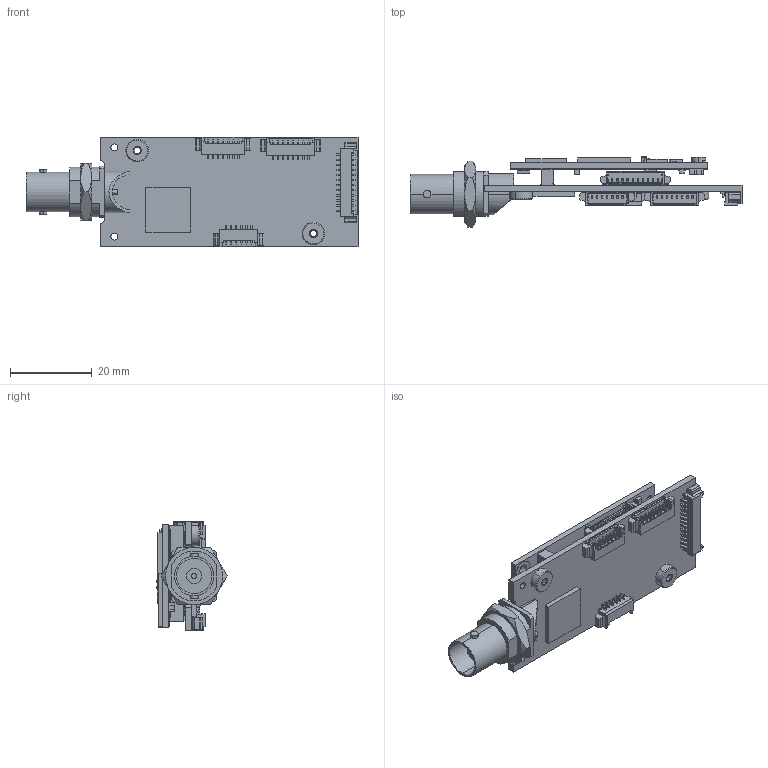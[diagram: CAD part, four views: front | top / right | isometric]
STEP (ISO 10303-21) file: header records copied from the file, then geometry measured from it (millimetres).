
FILE_DESCRIPTION (( 'STEP AP214' ), '1' );
FILE_NAME ('2467.STEP', '2021-04-12T16:40:59', ( '' ), ( '' ), 'SwSTEP 2.0', 'SolidWorks 2012', '' );
FILE_SCHEMA (( 'AUTOMOTIVE_DESIGN' ));
Length unit declared in the file: inch
Products named in the file (24): HDR-1.25mm_PicoBlade_SM_RA_10 pin; HDR-1.25mm_PicoBlade_SM_RA_12 pin; PEM KF2_M2x2 SMT; BNC_Edge Launch; IC_11x11; 2960; SOT-23-5; LED_0603; IC_3x3; IC_5x5; SOT-23; Cap_ceramic_0805; Choke ELL4; IC_9x12.5; IC_13x13; IC_10x13; DF40; HDR-1.25mm_PicoBlade_SM_RA_8 pin; HDR-1.25mm_PicoBlade_SM_RA_7 pin; HDR-1.25mm_PicoBlade_SM_RA_6 pin; DF40F-60_4mm; 2467TA; 2467
Assembly tree (37 placements, depth 3):
  2467
    2467TA
    DF40F-60_4mm  x2
    HDR-1.25mm_PicoBlade_SM_RA_6 pin
    HDR-1.25mm_PicoBlade_SM_RA_7 pin
    HDR-1.25mm_PicoBlade_SM_RA_8 pin
    2960
      2960
      DF40  x2
      IC_10x13
      IC_13x13
      IC_9x12.5
      Choke ELL4  x3
      Cap_ceramic_0805  x6
      SOT-23
      IC_5x5
      IC_3x3
      LED_0603  x4
      SOT-23-5  x2
    IC_11x11
    BNC_Edge Launch
    PEM KF2_M2x2 SMT  x2
    HDR-1.25mm_PicoBlade_SM_RA_12 pin
    HDR-1.25mm_PicoBlade_SM_RA_10 pin
Bounding box: 81.36 x 17.17 x 26.92 mm (x, y, z)
Volume: 7713.7 mm3; surface area: 13212.8 mm2
Topology: 102 solids, 102 shells, 6711 faces, 17979 edges, 11880 vertices
Faces by surface type: plane 5603, cylinder 1052, cone 56
Entity records: 167358 total; most frequent: CARTESIAN_POINT 22078, ORIENTED_EDGE 21422, DIRECTION 20025, EDGE_CURVE 10711, VECTOR 9419, LINE 9419, VERTEX_POINT 7052, AXIS2_PLACEMENT_3D 5303
